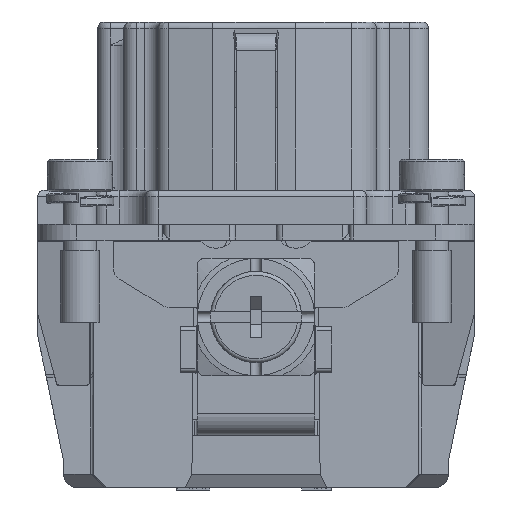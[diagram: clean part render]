
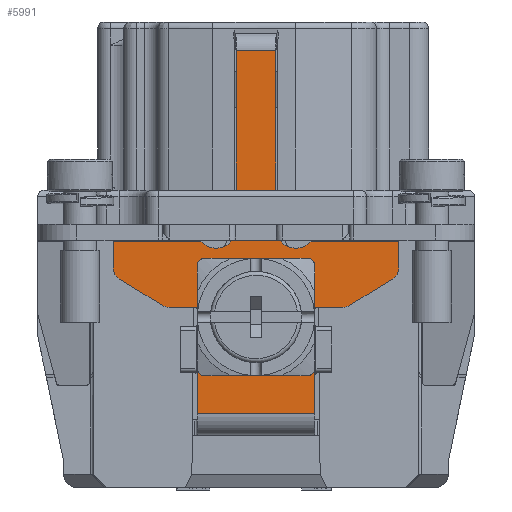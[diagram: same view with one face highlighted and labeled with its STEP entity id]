
A CAD part, left-side view. The second image highlights one B-rep face of the part: STEP entity #5991.
In plain terms, the highlighted planar face has unit normal (-1, 0, 0).
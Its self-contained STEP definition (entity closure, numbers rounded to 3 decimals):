
#5991=ADVANCED_FACE('',(#20183,#20184),#7868,.F.);
#7868=PLANE('',#56764);
#9707=LINE('',#78024,#14794);
#9802=LINE('',#79323,#14889);
#9806=LINE('',#79335,#14893);
#9811=LINE('',#79348,#14898);
#9813=LINE('',#79403,#14900);
#9845=LINE('',#79530,#14932);
#9846=LINE('',#79536,#14933);
#9847=LINE('',#79538,#14934);
#9850=LINE('',#79594,#14937);
#9852=LINE('',#79633,#14939);
#9856=LINE('',#79645,#14943);
#9860=LINE('',#79657,#14947);
#9864=LINE('',#79669,#14951);
#9867=LINE('',#79700,#14954);
#12407=LINE('',#92284,#17494);
#12409=LINE('',#92293,#17496);
#12410=LINE('',#92295,#17497);
#12411=LINE('',#92298,#17498);
#14794=VECTOR('',#60697,1.);
#14889=VECTOR('',#61028,1.);
#14893=VECTOR('',#61040,1.);
#14898=VECTOR('',#61053,1.);
#14900=VECTOR('',#61057,1.);
#14932=VECTOR('',#61147,1.);
#14933=VECTOR('',#61154,1.);
#14934=VECTOR('',#61157,1.);
#14937=VECTOR('',#61162,1.);
#14939=VECTOR('',#61166,1.);
#14943=VECTOR('',#61178,1.);
#14947=VECTOR('',#61190,1.);
#14951=VECTOR('',#61202,1.);
#14954=VECTOR('',#61211,1.);
#17494=VECTOR('',#68473,1.);
#17496=VECTOR('',#68483,1.);
#17497=VECTOR('',#68486,1.);
#17498=VECTOR('',#68489,1.);
#18776=CIRCLE('',#54133,2.15);
#18783=CIRCLE('',#54149,2.15);
#18863=CIRCLE('',#54339,1.);
#18865=CIRCLE('',#54343,1.);
#18867=CIRCLE('',#54347,0.2);
#18885=CIRCLE('',#54387,0.2);
#18887=CIRCLE('',#54391,1.);
#18889=CIRCLE('',#54395,1.);
#18896=CIRCLE('',#54410,1.566);
#19831=CIRCLE('',#56763,1.566);
#20183=FACE_BOUND('',#22464,.T.);
#20184=FACE_BOUND('',#22465,.T.);
#22464=EDGE_LOOP('',(#35362,#35363));
#22465=EDGE_LOOP('',(#35364,#35365,#35366,#35367,#35368,#35369,#35370,#35371,
#35372,#35373,#35374,#35375,#35376,#35377,#35378,#35379,#35380,#35381,#35382,
#35383,#35384,#35385,#35386,#35387,#35388,#35389));
#35362=ORIENTED_EDGE('',*,*,#46116,.T.);
#35363=ORIENTED_EDGE('',*,*,#46128,.T.);
#35364=ORIENTED_EDGE('',*,*,#50637,.F.);
#35365=ORIENTED_EDGE('',*,*,#46563,.F.);
#35366=ORIENTED_EDGE('',*,*,#46547,.T.);
#35367=ORIENTED_EDGE('',*,*,#46539,.F.);
#35368=ORIENTED_EDGE('',*,*,#46536,.F.);
#35369=ORIENTED_EDGE('',*,*,#46533,.F.);
#35370=ORIENTED_EDGE('',*,*,#46530,.F.);
#35371=ORIENTED_EDGE('',*,*,#46527,.F.);
#35372=ORIENTED_EDGE('',*,*,#46524,.F.);
#35373=ORIENTED_EDGE('',*,*,#46521,.F.);
#35374=ORIENTED_EDGE('',*,*,#46519,.T.);
#35375=ORIENTED_EDGE('',*,*,#46514,.F.);
#35376=ORIENTED_EDGE('',*,*,#46513,.T.);
#35377=ORIENTED_EDGE('',*,*,#46510,.F.);
#35378=ORIENTED_EDGE('',*,*,#46464,.T.);
#35379=ORIENTED_EDGE('',*,*,#46460,.F.);
#35380=ORIENTED_EDGE('',*,*,#46456,.F.);
#35381=ORIENTED_EDGE('',*,*,#46453,.F.);
#35382=ORIENTED_EDGE('',*,*,#46450,.F.);
#35383=ORIENTED_EDGE('',*,*,#46447,.F.);
#35384=ORIENTED_EDGE('',*,*,#46444,.F.);
#35385=ORIENTED_EDGE('',*,*,#50643,.F.);
#35386=ORIENTED_EDGE('',*,*,#46255,.T.);
#35387=ORIENTED_EDGE('',*,*,#50644,.F.);
#35388=ORIENTED_EDGE('',*,*,#50645,.F.);
#35389=ORIENTED_EDGE('',*,*,#50642,.F.);
#40422=VERTEX_POINT('',#76839);
#40423=VERTEX_POINT('',#76841);
#40512=VERTEX_POINT('',#78006);
#40514=VERTEX_POINT('',#78023);
#40640=VERTEX_POINT('',#79315);
#40642=VERTEX_POINT('',#79318);
#40644=VERTEX_POINT('',#79324);
#40646=VERTEX_POINT('',#79330);
#40648=VERTEX_POINT('',#79336);
#40650=VERTEX_POINT('',#79342);
#40652=VERTEX_POINT('',#79349);
#40653=VERTEX_POINT('',#79402);
#40684=VERTEX_POINT('',#79531);
#40685=VERTEX_POINT('',#79535);
#40686=VERTEX_POINT('',#79539);
#40687=VERTEX_POINT('',#79593);
#40688=VERTEX_POINT('',#79634);
#40690=VERTEX_POINT('',#79640);
#40692=VERTEX_POINT('',#79646);
#40694=VERTEX_POINT('',#79652);
#40696=VERTEX_POINT('',#79658);
#40698=VERTEX_POINT('',#79664);
#40700=VERTEX_POINT('',#79670);
#40704=VERTEX_POINT('',#79693);
#40714=VERTEX_POINT('',#79790);
#43307=VERTEX_POINT('',#92285);
#43309=VERTEX_POINT('',#92292);
#43310=VERTEX_POINT('',#92297);
#46116=EDGE_CURVE('',#40423,#40422,#18776,.T.);
#46128=EDGE_CURVE('',#40422,#40423,#18783,.T.);
#46255=EDGE_CURVE('',#40512,#40514,#9707,.T.);
#46444=EDGE_CURVE('',#40640,#40642,#18863,.T.);
#46447=EDGE_CURVE('',#40642,#40644,#9802,.T.);
#46450=EDGE_CURVE('',#40644,#40646,#18865,.T.);
#46453=EDGE_CURVE('',#40646,#40648,#9806,.T.);
#46456=EDGE_CURVE('',#40648,#40650,#18867,.T.);
#46460=EDGE_CURVE('',#40650,#40652,#9811,.T.);
#46464=EDGE_CURVE('',#40653,#40652,#9813,.T.);
#46510=EDGE_CURVE('',#40653,#40684,#9845,.T.);
#46513=EDGE_CURVE('',#40685,#40684,#9846,.T.);
#46514=EDGE_CURVE('',#40685,#40686,#9847,.T.);
#46519=EDGE_CURVE('',#40687,#40686,#9850,.T.);
#46521=EDGE_CURVE('',#40687,#40688,#9852,.T.);
#46524=EDGE_CURVE('',#40688,#40690,#18885,.T.);
#46527=EDGE_CURVE('',#40690,#40692,#9856,.T.);
#46530=EDGE_CURVE('',#40692,#40694,#18887,.T.);
#46533=EDGE_CURVE('',#40694,#40696,#9860,.T.);
#46536=EDGE_CURVE('',#40696,#40698,#18889,.T.);
#46539=EDGE_CURVE('',#40698,#40700,#9864,.T.);
#46547=EDGE_CURVE('',#40704,#40700,#9867,.T.);
#46563=EDGE_CURVE('',#40704,#40714,#18896,.T.);
#50637=EDGE_CURVE('',#40714,#43307,#12407,.T.);
#50642=EDGE_CURVE('',#43307,#43309,#12409,.T.);
#50643=EDGE_CURVE('',#40512,#40640,#12410,.T.);
#50644=EDGE_CURVE('',#43310,#40514,#19831,.T.);
#50645=EDGE_CURVE('',#43309,#43310,#12411,.T.);
#54133=AXIS2_PLACEMENT_3D('',#76840,#60458,#60459);
#54149=AXIS2_PLACEMENT_3D('',#76868,#60495,#60496);
#54339=AXIS2_PLACEMENT_3D('',#79317,#61021,#61022);
#54343=AXIS2_PLACEMENT_3D('',#79329,#61033,#61034);
#54347=AXIS2_PLACEMENT_3D('',#79341,#61045,#61046);
#54387=AXIS2_PLACEMENT_3D('',#79639,#61171,#61172);
#54391=AXIS2_PLACEMENT_3D('',#79651,#61183,#61184);
#54395=AXIS2_PLACEMENT_3D('',#79663,#61195,#61196);
#54410=AXIS2_PLACEMENT_3D('',#79789,#61235,#61236);
#56763=AXIS2_PLACEMENT_3D('',#92296,#68487,#68488);
#56764=AXIS2_PLACEMENT_3D('',#92299,#68490,#68491);
#60458=DIRECTION('',(1.,0.,0.));
#60459=DIRECTION('',(0.,0.,-1.));
#60495=DIRECTION('',(1.,0.,0.));
#60496=DIRECTION('',(0.,0.,1.));
#60697=DIRECTION('',(0.,1.,0.));
#61021=DIRECTION('',(1.,0.,0.));
#61022=DIRECTION('',(0.,-1.,0.));
#61028=DIRECTION('',(0.,0.853,-0.522));
#61033=DIRECTION('',(1.,0.,0.));
#61034=DIRECTION('',(0.,-0.522,-0.853));
#61040=DIRECTION('',(0.,1.,0.));
#61045=DIRECTION('',(-1.,0.,0.));
#61046=DIRECTION('',(0.,0.,1.));
#61053=DIRECTION('',(0.,0.,-1.));
#61057=DIRECTION('',(0.,0.,1.));
#61147=DIRECTION('',(0.,0.,-1.));
#61154=DIRECTION('',(0.,-1.,0.));
#61157=DIRECTION('',(0.,0.,1.));
#61162=DIRECTION('',(0.,0.,-1.));
#61166=DIRECTION('',(0.,0.,1.));
#61171=DIRECTION('',(-1.,0.,0.));
#61172=DIRECTION('',(0.,-1.,0.));
#61178=DIRECTION('',(0.,1.,0.));
#61183=DIRECTION('',(1.,0.,0.));
#61184=DIRECTION('',(0.,0.,-1.));
#61190=DIRECTION('',(0.,0.853,0.522));
#61195=DIRECTION('',(1.,0.,0.));
#61196=DIRECTION('',(0.,0.522,-0.853));
#61202=DIRECTION('',(0.,0.,1.));
#61211=DIRECTION('',(0.,1.,0.));
#61235=DIRECTION('',(-1.,0.,0.));
#61236=DIRECTION('',(0.,0.745,-0.668));
#68473=DIRECTION('',(0.,0.,1.));
#68483=DIRECTION('',(0.,-1.,0.));
#68486=DIRECTION('',(0.,0.,-1.));
#68487=DIRECTION('',(-1.,0.,0.));
#68488=DIRECTION('',(0.,1.,0.022));
#68489=DIRECTION('',(0.,0.,-1.));
#68490=DIRECTION('',(1.,0.,0.));
#68491=DIRECTION('',(0.,1.,0.));
#76839=CARTESIAN_POINT('',(-33.189,0.,-4.949));
#76840=CARTESIAN_POINT('',(-33.189,0.,-7.099));
#76841=CARTESIAN_POINT('',(-33.189,0.,-9.249));
#76868=CARTESIAN_POINT('',(-33.189,0.,-7.099));
#78006=CARTESIAN_POINT('',(-33.189,-10.95,-1.299));
#78023=CARTESIAN_POINT('',(-33.189,-4.233,-1.299));
#78024=CARTESIAN_POINT('',(-33.189,-10.95,-1.299));
#79315=CARTESIAN_POINT('',(-33.189,-10.95,-3.339));
#79317=CARTESIAN_POINT('',(-33.189,-9.95,-3.339));
#79318=CARTESIAN_POINT('',(-33.189,-10.472,-4.192));
#79323=CARTESIAN_POINT('',(-33.189,-10.472,-4.192));
#79324=CARTESIAN_POINT('',(-33.189,-7.19,-6.202));
#79329=CARTESIAN_POINT('',(-33.189,-6.668,-5.349));
#79330=CARTESIAN_POINT('',(-33.189,-6.668,-6.349));
#79335=CARTESIAN_POINT('',(-33.189,-6.668,-6.349));
#79336=CARTESIAN_POINT('',(-33.189,-4.7,-6.349));
#79341=CARTESIAN_POINT('',(-33.189,-4.7,-6.549));
#79342=CARTESIAN_POINT('',(-33.189,-4.5,-6.549));
#79348=CARTESIAN_POINT('',(-33.189,-4.5,-6.549));
#79349=CARTESIAN_POINT('',(-33.189,-4.5,-7.649));
#79402=CARTESIAN_POINT('',(-33.189,-4.5,-11.549));
#79403=CARTESIAN_POINT('',(-33.189,-4.5,-11.549));
#79530=CARTESIAN_POINT('',(-33.189,-4.5,-11.549));
#79531=CARTESIAN_POINT('',(-33.189,-4.5,-14.499));
#79535=CARTESIAN_POINT('',(-33.189,4.5,-14.499));
#79536=CARTESIAN_POINT('',(-33.189,4.5,-14.499));
#79538=CARTESIAN_POINT('',(-33.189,4.5,-14.499));
#79539=CARTESIAN_POINT('',(-33.189,4.5,-11.549));
#79593=CARTESIAN_POINT('',(-33.189,4.5,-7.649));
#79594=CARTESIAN_POINT('',(-33.189,4.5,-7.649));
#79633=CARTESIAN_POINT('',(-33.189,4.5,-7.649));
#79634=CARTESIAN_POINT('',(-33.189,4.5,-6.549));
#79639=CARTESIAN_POINT('',(-33.189,4.7,-6.549));
#79640=CARTESIAN_POINT('',(-33.189,4.7,-6.349));
#79645=CARTESIAN_POINT('',(-33.189,4.7,-6.349));
#79646=CARTESIAN_POINT('',(-33.189,6.668,-6.349));
#79651=CARTESIAN_POINT('',(-33.189,6.668,-5.349));
#79652=CARTESIAN_POINT('',(-33.189,7.19,-6.202));
#79657=CARTESIAN_POINT('',(-33.189,7.19,-6.202));
#79658=CARTESIAN_POINT('',(-33.189,10.472,-4.192));
#79663=CARTESIAN_POINT('',(-33.189,9.95,-3.339));
#79664=CARTESIAN_POINT('',(-33.189,10.95,-3.339));
#79669=CARTESIAN_POINT('',(-33.189,10.95,-3.339));
#79670=CARTESIAN_POINT('',(-33.189,10.95,-1.299));
#79693=CARTESIAN_POINT('',(-33.189,4.233,-1.299));
#79700=CARTESIAN_POINT('',(-33.189,4.233,-1.299));
#79789=CARTESIAN_POINT('',(-33.189,3.067,-0.254));
#79790=CARTESIAN_POINT('',(-33.189,1.502,-0.22));
#92284=CARTESIAN_POINT('',(-33.189,1.502,-0.22));
#92285=CARTESIAN_POINT('',(-33.189,1.502,13.351));
#92292=CARTESIAN_POINT('',(-33.189,-1.502,13.351));
#92293=CARTESIAN_POINT('',(-33.189,1.502,13.351));
#92295=CARTESIAN_POINT('',(-33.189,-10.95,-1.299));
#92296=CARTESIAN_POINT('',(-33.189,-3.067,-0.254));
#92297=CARTESIAN_POINT('',(-33.189,-1.502,-0.22));
#92298=CARTESIAN_POINT('',(-33.189,-1.502,13.351));
#92299=CARTESIAN_POINT('',(-33.189,0.,-0.574));
